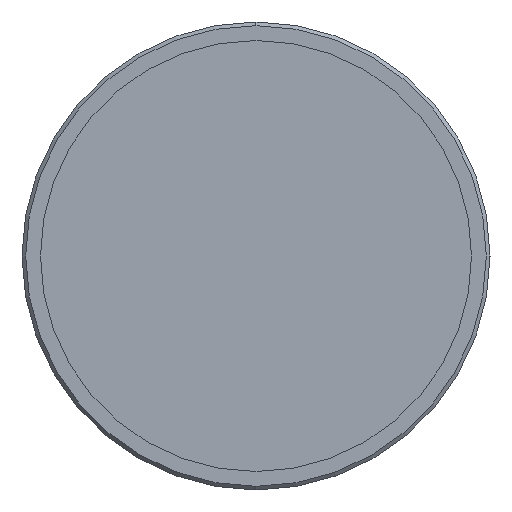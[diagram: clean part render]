
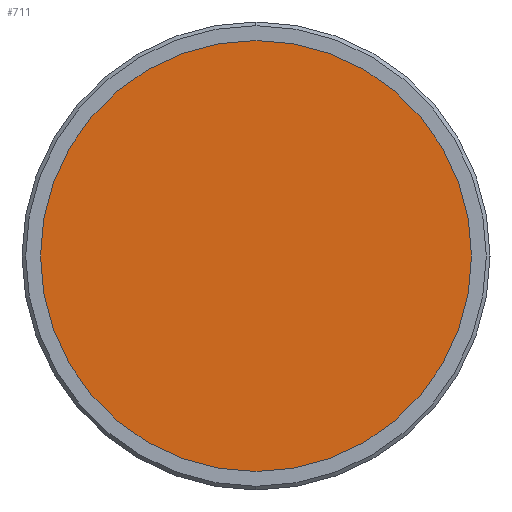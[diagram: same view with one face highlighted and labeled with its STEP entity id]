
A CAD part, left-side view. The second image highlights one B-rep face of the part: STEP entity #711.
In plain terms, the highlighted planar face has unit normal (-1, 0, 0).
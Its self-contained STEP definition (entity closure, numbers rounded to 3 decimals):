
#34 = CIRCLE ( 'NONE', #253, 17.5 ) ;
#52 = DIRECTION ( 'NONE',  ( -1., 0., 0. ) ) ;
#66 = CARTESIAN_POINT ( 'NONE',  ( 2.5, 0., -17.5 ) ) ;
#70 = DIRECTION ( 'NONE',  ( 0., 0., 1. ) ) ;
#133 = CARTESIAN_POINT ( 'NONE',  ( 2.5, 0., 0. ) ) ;
#190 = AXIS2_PLACEMENT_3D ( 'NONE', #133, #52, #758 ) ;
#253 = AXIS2_PLACEMENT_3D ( 'NONE', #742, #266, #389 ) ;
#266 = DIRECTION ( 'NONE',  ( -1., 0., 0. ) ) ;
#274 = PLANE ( 'NONE',  #190 ) ;
#341 = EDGE_CURVE ( 'NONE', #768, #870, #34, .T. ) ;
#389 = DIRECTION ( 'NONE',  ( 0., 0., 1. ) ) ;
#458 = ORIENTED_EDGE ( 'NONE', *, *, #341, .T. ) ;
#463 = FACE_OUTER_BOUND ( 'NONE', #822, .T. ) ;
#500 = CARTESIAN_POINT ( 'NONE',  ( 2.5, 0., 17.5 ) ) ;
#632 = DIRECTION ( 'NONE',  ( -1., 0., 0. ) ) ;
#711 = ADVANCED_FACE ( 'NONE', ( #463 ), #274, .T. ) ;
#742 = CARTESIAN_POINT ( 'NONE',  ( 2.5, 0., 0. ) ) ;
#747 = CIRCLE ( 'NONE', #880, 17.5 ) ;
#758 = DIRECTION ( 'NONE',  ( 0., 0., 1. ) ) ;
#768 = VERTEX_POINT ( 'NONE', #66 ) ;
#822 = EDGE_LOOP ( 'NONE', ( #903, #458 ) ) ;
#845 = EDGE_CURVE ( 'NONE', #870, #768, #747, .T. ) ;
#857 = CARTESIAN_POINT ( 'NONE',  ( 2.5, 0., 0. ) ) ;
#870 = VERTEX_POINT ( 'NONE', #500 ) ;
#880 = AXIS2_PLACEMENT_3D ( 'NONE', #857, #632, #70 ) ;
#903 = ORIENTED_EDGE ( 'NONE', *, *, #845, .T. ) ;
